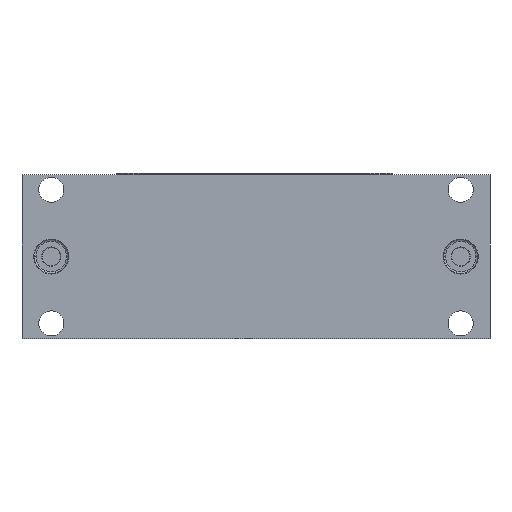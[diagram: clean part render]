
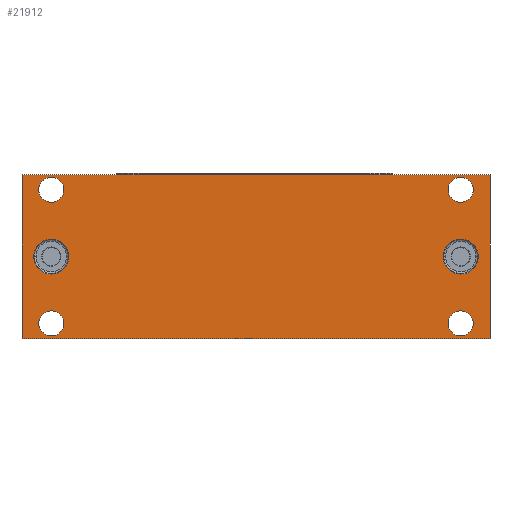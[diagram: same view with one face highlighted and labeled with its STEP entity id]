
A CAD part, front view. The second image highlights one B-rep face of the part: STEP entity #21912.
In plain terms, the highlighted planar face has unit normal (0, -1, 0).
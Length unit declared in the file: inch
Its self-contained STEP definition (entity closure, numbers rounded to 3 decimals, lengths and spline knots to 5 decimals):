
#21101=DIRECTION('',(0.,0.,-1.));
#21102=VECTOR('',#21101,1.45);
#21103=CARTESIAN_POINT('',(-2.07,-1.09,0.725));
#21104=LINE('',#21103,#21102);
#21105=DIRECTION('',(-1.,0.,0.));
#21106=VECTOR('',#21105,4.14);
#21107=CARTESIAN_POINT('',(2.07,-1.09,0.725));
#21108=LINE('',#21107,#21106);
#21109=DIRECTION('',(0.,0.,1.));
#21110=VECTOR('',#21109,1.45);
#21111=CARTESIAN_POINT('',(2.07,-1.09,-0.725));
#21112=LINE('',#21111,#21110);
#21113=DIRECTION('',(1.,0.,0.));
#21114=VECTOR('',#21113,4.14);
#21115=CARTESIAN_POINT('',(-2.07,-1.09,-0.725));
#21116=LINE('',#21115,#21114);
#21117=CARTESIAN_POINT('',(-1.811,-1.09,0.591));
#21118=DIRECTION('',(0.,-1.,0.));
#21119=DIRECTION('',(1.,0.,0.));
#21120=AXIS2_PLACEMENT_3D('',#21117,#21118,#21119);
#21122=CARTESIAN_POINT('',(-1.811,-1.09,0.591));
#21123=DIRECTION('',(0.,-1.,0.));
#21124=DIRECTION('',(-1.,0.,0.));
#21125=AXIS2_PLACEMENT_3D('',#21122,#21123,#21124);
#21127=CARTESIAN_POINT('',(1.811,-1.09,0.591));
#21128=DIRECTION('',(0.,-1.,0.));
#21129=DIRECTION('',(1.,0.,0.));
#21130=AXIS2_PLACEMENT_3D('',#21127,#21128,#21129);
#21132=CARTESIAN_POINT('',(1.811,-1.09,0.591));
#21133=DIRECTION('',(0.,-1.,0.));
#21134=DIRECTION('',(-1.,0.,0.));
#21135=AXIS2_PLACEMENT_3D('',#21132,#21133,#21134);
#21137=CARTESIAN_POINT('',(-1.811,-1.09,-0.591));
#21138=DIRECTION('',(0.,-1.,0.));
#21139=DIRECTION('',(1.,0.,0.));
#21140=AXIS2_PLACEMENT_3D('',#21137,#21138,#21139);
#21142=CARTESIAN_POINT('',(-1.811,-1.09,-0.591));
#21143=DIRECTION('',(0.,-1.,0.));
#21144=DIRECTION('',(-1.,0.,0.));
#21145=AXIS2_PLACEMENT_3D('',#21142,#21143,#21144);
#21147=CARTESIAN_POINT('',(1.811,-1.09,-0.591));
#21148=DIRECTION('',(0.,-1.,0.));
#21149=DIRECTION('',(1.,0.,0.));
#21150=AXIS2_PLACEMENT_3D('',#21147,#21148,#21149);
#21152=CARTESIAN_POINT('',(1.811,-1.09,-0.591));
#21153=DIRECTION('',(0.,-1.,0.));
#21154=DIRECTION('',(-1.,0.,0.));
#21155=AXIS2_PLACEMENT_3D('',#21152,#21153,#21154);
#21157=CARTESIAN_POINT('',(-1.811,-1.09,0.));
#21158=DIRECTION('',(0.,1.,0.));
#21159=DIRECTION('',(-1.,0.,0.));
#21160=AXIS2_PLACEMENT_3D('',#21157,#21158,#21159);
#21162=CARTESIAN_POINT('',(-1.811,-1.09,0.));
#21163=DIRECTION('',(0.,1.,0.));
#21164=DIRECTION('',(1.,0.,0.));
#21165=AXIS2_PLACEMENT_3D('',#21162,#21163,#21164);
#21167=CARTESIAN_POINT('',(1.811,-1.09,0.));
#21168=DIRECTION('',(0.,1.,0.));
#21169=DIRECTION('',(-1.,0.,0.));
#21170=AXIS2_PLACEMENT_3D('',#21167,#21168,#21169);
#21172=CARTESIAN_POINT('',(1.811,-1.09,0.));
#21173=DIRECTION('',(0.,1.,0.));
#21174=DIRECTION('',(1.,0.,0.));
#21175=AXIS2_PLACEMENT_3D('',#21172,#21173,#21174);
#21577=CARTESIAN_POINT('',(-2.07,-1.09,0.725));
#21578=CARTESIAN_POINT('',(-2.07,-1.09,-0.725));
#21579=VERTEX_POINT('',#21577);
#21580=VERTEX_POINT('',#21578);
#21581=CARTESIAN_POINT('',(2.07,-1.09,-0.725));
#21582=VERTEX_POINT('',#21581);
#21583=CARTESIAN_POINT('',(2.07,-1.09,0.725));
#21584=VERTEX_POINT('',#21583);
#21649=CARTESIAN_POINT('',(-1.7005,-1.09,0.591));
#21650=CARTESIAN_POINT('',(-1.9215,-1.09,0.591));
#21651=VERTEX_POINT('',#21649);
#21652=VERTEX_POINT('',#21650);
#21657=CARTESIAN_POINT('',(1.9215,-1.09,0.591));
#21658=CARTESIAN_POINT('',(1.7005,-1.09,0.591));
#21659=VERTEX_POINT('',#21657);
#21660=VERTEX_POINT('',#21658);
#21665=CARTESIAN_POINT('',(-1.7005,-1.09,-0.591));
#21666=CARTESIAN_POINT('',(-1.9215,-1.09,-0.591));
#21667=VERTEX_POINT('',#21665);
#21668=VERTEX_POINT('',#21666);
#21673=CARTESIAN_POINT('',(1.9215,-1.09,-0.591));
#21674=CARTESIAN_POINT('',(1.7005,-1.09,-0.591));
#21675=VERTEX_POINT('',#21673);
#21676=VERTEX_POINT('',#21674);
#21717=CARTESIAN_POINT('',(-1.966,-1.09,0.));
#21718=CARTESIAN_POINT('',(-1.656,-1.09,0.));
#21719=VERTEX_POINT('',#21717);
#21720=VERTEX_POINT('',#21718);
#21725=CARTESIAN_POINT('',(1.656,-1.09,0.));
#21726=CARTESIAN_POINT('',(1.966,-1.09,0.));
#21727=VERTEX_POINT('',#21725);
#21728=VERTEX_POINT('',#21726);
#21865=CARTESIAN_POINT('',(0.,-1.09,0.));
#21866=DIRECTION('',(0.,-1.,0.));
#21867=DIRECTION('',(1.,0.,0.));
#21868=AXIS2_PLACEMENT_3D('',#21865,#21866,#21867);
#21869=PLANE('',#21868);
#21870=ORIENTED_EDGE('',*,*,#21817,.F.);
#21871=ORIENTED_EDGE('',*,*,#21832,.F.);
#21872=ORIENTED_EDGE('',*,*,#21846,.F.);
#21873=ORIENTED_EDGE('',*,*,#21859,.F.);
#21874=EDGE_LOOP('',(#21870,#21871,#21872,#21873));
#21875=FACE_OUTER_BOUND('',#21874,.F.);
#21877=ORIENTED_EDGE('',*,*,#21876,.T.);
#21879=ORIENTED_EDGE('',*,*,#21878,.T.);
#21880=EDGE_LOOP('',(#21877,#21879));
#21881=FACE_BOUND('',#21880,.F.);
#21883=ORIENTED_EDGE('',*,*,#21882,.T.);
#21885=ORIENTED_EDGE('',*,*,#21884,.T.);
#21886=EDGE_LOOP('',(#21883,#21885));
#21887=FACE_BOUND('',#21886,.F.);
#21889=ORIENTED_EDGE('',*,*,#21888,.T.);
#21891=ORIENTED_EDGE('',*,*,#21890,.T.);
#21892=EDGE_LOOP('',(#21889,#21891));
#21893=FACE_BOUND('',#21892,.F.);
#21895=ORIENTED_EDGE('',*,*,#21894,.T.);
#21897=ORIENTED_EDGE('',*,*,#21896,.T.);
#21898=EDGE_LOOP('',(#21895,#21897));
#21899=FACE_BOUND('',#21898,.F.);
#21901=ORIENTED_EDGE('',*,*,#21900,.F.);
#21903=ORIENTED_EDGE('',*,*,#21902,.F.);
#21904=EDGE_LOOP('',(#21901,#21903));
#21905=FACE_BOUND('',#21904,.F.);
#21907=ORIENTED_EDGE('',*,*,#21906,.F.);
#21909=ORIENTED_EDGE('',*,*,#21908,.F.);
#21910=EDGE_LOOP('',(#21907,#21909));
#21911=FACE_BOUND('',#21910,.F.);
#21912=ADVANCED_FACE('',(#21875,#21881,#21887,#21893,#21899,#21905,#21911),
#21869,.T.);
#21121=CIRCLE('',#21120,0.1105);
#21126=CIRCLE('',#21125,0.1105);
#21131=CIRCLE('',#21130,0.1105);
#21136=CIRCLE('',#21135,0.1105);
#21141=CIRCLE('',#21140,0.1105);
#21146=CIRCLE('',#21145,0.1105);
#21151=CIRCLE('',#21150,0.1105);
#21156=CIRCLE('',#21155,0.1105);
#21161=CIRCLE('',#21160,0.155);
#21166=CIRCLE('',#21165,0.155);
#21171=CIRCLE('',#21170,0.155);
#21176=CIRCLE('',#21175,0.155);
#21817=EDGE_CURVE('',#21579,#21580,#21104,.T.);
#21832=EDGE_CURVE('',#21584,#21579,#21108,.T.);
#21846=EDGE_CURVE('',#21582,#21584,#21112,.T.);
#21859=EDGE_CURVE('',#21580,#21582,#21116,.T.);
#21876=EDGE_CURVE('',#21651,#21652,#21121,.T.);
#21878=EDGE_CURVE('',#21652,#21651,#21126,.T.);
#21882=EDGE_CURVE('',#21659,#21660,#21131,.T.);
#21884=EDGE_CURVE('',#21660,#21659,#21136,.T.);
#21888=EDGE_CURVE('',#21667,#21668,#21141,.T.);
#21890=EDGE_CURVE('',#21668,#21667,#21146,.T.);
#21894=EDGE_CURVE('',#21675,#21676,#21151,.T.);
#21896=EDGE_CURVE('',#21676,#21675,#21156,.T.);
#21900=EDGE_CURVE('',#21719,#21720,#21161,.T.);
#21902=EDGE_CURVE('',#21720,#21719,#21166,.T.);
#21906=EDGE_CURVE('',#21727,#21728,#21171,.T.);
#21908=EDGE_CURVE('',#21728,#21727,#21176,.T.);
